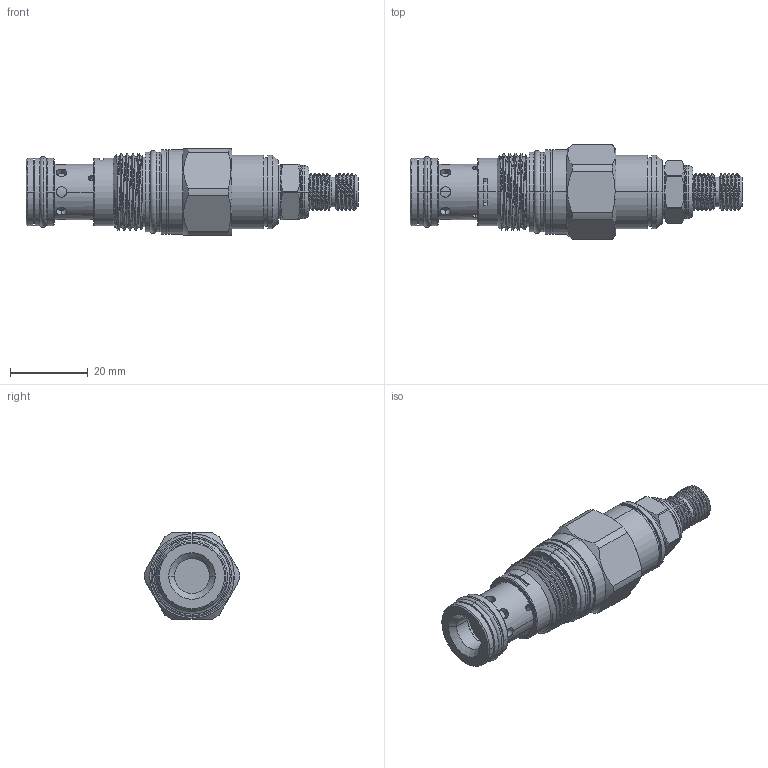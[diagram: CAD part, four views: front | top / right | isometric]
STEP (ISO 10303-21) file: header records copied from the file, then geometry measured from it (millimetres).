
FILE_DESCRIPTION (( 'STEP AP203' ), '1' );
FILE_NAME ('CV13A20-L.STEP', '2020-03-03T06:55:31', ( '' ), ( '' ), 'SwSTEP 2.0', 'SolidWorks 2018', '' );
FILE_SCHEMA (( 'CONFIG_CONTROL_DESIGN' ));
Length unit declared in the file: millimetre
Products named in the file (1): CV13A20-L
Bounding box: 85.64 x 24.59 x 22.22 mm (x, y, z)
Volume: 20324.1 mm3; surface area: 7628.1 mm2
Topology: 3 solids, 3 shells, 246 faces, 591 edges, 373 vertices
Faces by surface type: cylinder 132, plane 52, cone 35, torus 18, bspline 9
Entity records: 16458 total; most frequent: CARTESIAN_POINT 10934, ORIENTED_EDGE 1178, DIRECTION 1098, EDGE_CURVE 589, AXIS2_PLACEMENT_3D 450, VERTEX_POINT 373, EDGE_LOOP 274, ADVANCED_FACE 246
